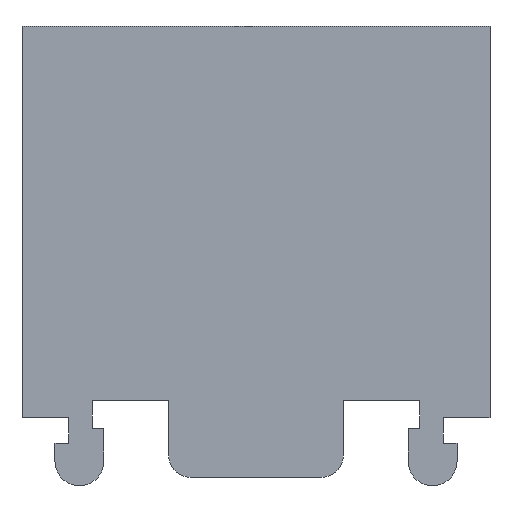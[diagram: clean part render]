
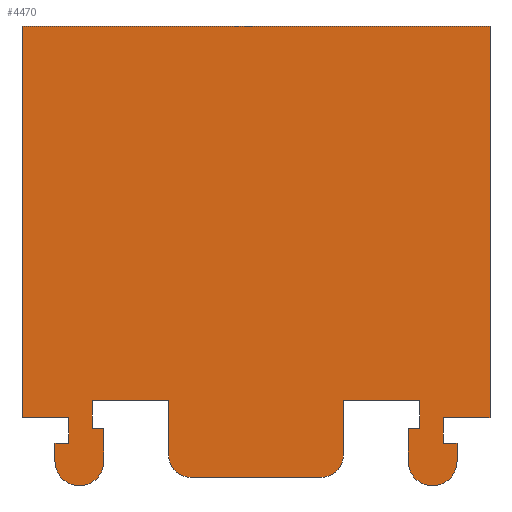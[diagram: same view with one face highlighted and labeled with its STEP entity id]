
A CAD part, left-side view. The second image highlights one B-rep face of the part: STEP entity #4470.
In plain terms, the highlighted face is planar.
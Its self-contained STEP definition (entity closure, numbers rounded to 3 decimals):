
#2280=CARTESIAN_POINT('',(-176.746,152.404,5.));
#2290=DIRECTION('',(0.,-0.,1.));
#2300=DIRECTION('',(0.,1.,0.));
#2310=AXIS2_PLACEMENT_3D('',#2280,#2290,#2300);
#2320=PLANE('',#2310);
#2330=CARTESIAN_POINT('',(-178.946,0.,5.));
#2340=DIRECTION('',(0.,1.,0.));
#2350=VECTOR('',#2340,1.);
#2360=LINE('',#2330,#2350);
#2370=CARTESIAN_POINT('',(-178.946,152.213,5.));
#2380=VERTEX_POINT('',#2370);
#2390=CARTESIAN_POINT('',(-178.946,153.763,5.));
#2400=VERTEX_POINT('',#2390);
#2410=EDGE_CURVE('',#2380,#2400,#2360,.T.);
#2420=ORIENTED_EDGE('',*,*,#2410,.F.);
#2430=CARTESIAN_POINT('',(0.,153.763,5.));
#2440=DIRECTION('',(1.,0.,0.));
#2450=VECTOR('',#2440,1.);
#2460=LINE('',#2430,#2450);
#2470=CARTESIAN_POINT('',(-178.396,153.763,5.));
#2480=VERTEX_POINT('',#2470);
#2490=EDGE_CURVE('',#2400,#2480,#2460,.T.);
#2500=ORIENTED_EDGE('',*,*,#2490,.F.);
#2510=CARTESIAN_POINT('',(-178.396,0.,5.));
#2520=DIRECTION('',(0.,1.,0.));
#2530=VECTOR('',#2520,1.);
#2540=LINE('',#2510,#2530);
#2550=CARTESIAN_POINT('',(-178.396,155.063,5.));
#2560=VERTEX_POINT('',#2550);
#2570=EDGE_CURVE('',#2480,#2560,#2540,.T.);
#2580=ORIENTED_EDGE('',*,*,#2570,.F.);
#2590=CARTESIAN_POINT('',(0.,155.063,5.));
#2600=DIRECTION('',(-1.,0.,0.));
#2610=VECTOR('',#2600,1.);
#2620=LINE('',#2590,#2610);
#2630=CARTESIAN_POINT('',(-181.996,155.063,5.));
#2640=VERTEX_POINT('',#2630);
#2650=EDGE_CURVE('',#2560,#2640,#2620,.T.);
#2660=ORIENTED_EDGE('',*,*,#2650,.F.);
#2670=CARTESIAN_POINT('',(-181.996,0.,5.));
#2680=DIRECTION('',(0.,-1.,0.));
#2690=VECTOR('',#2680,1.);
#2700=LINE('',#2670,#2690);
#2710=CARTESIAN_POINT('',(-181.996,152.463,5.));
#2720=VERTEX_POINT('',#2710);
#2730=EDGE_CURVE('',#2640,#2720,#2700,.T.);
#2740=ORIENTED_EDGE('',*,*,#2730,.F.);
#2750=CARTESIAN_POINT('',(-182.996,152.463,5.));
#2760=DIRECTION('',(0.,0.,-1.));
#2770=DIRECTION('',(0.,1.,0.));
#2780=AXIS2_PLACEMENT_3D('',#2750,#2760,#2770);
#2790=CIRCLE('',#2780,1.);
#2800=CARTESIAN_POINT('',(-182.996,151.463,5.));
#2810=VERTEX_POINT('',#2800);
#2820=EDGE_CURVE('',#2720,#2810,#2790,.T.);
#2830=ORIENTED_EDGE('',*,*,#2820,.F.);
#2840=CARTESIAN_POINT('',(0.,151.463,5.));
#2850=DIRECTION('',(-1.,0.,0.));
#2860=VECTOR('',#2850,1.);
#2870=LINE('',#2840,#2860);
#2880=CARTESIAN_POINT('',(-189.196,151.463,5.));
#2890=VERTEX_POINT('',#2880);
#2900=EDGE_CURVE('',#2810,#2890,#2870,.T.);
#2910=ORIENTED_EDGE('',*,*,#2900,.F.);
#2920=CARTESIAN_POINT('',(-189.196,152.463,5.));
#2930=DIRECTION('',(0.,0.,-1.));
#2940=DIRECTION('',(0.,1.,0.));
#2950=AXIS2_PLACEMENT_3D('',#2920,#2930,#2940);
#2960=CIRCLE('',#2950,1.);
#2970=CARTESIAN_POINT('',(-190.196,152.463,5.));
#2980=VERTEX_POINT('',#2970);
#2990=EDGE_CURVE('',#2890,#2980,#2960,.T.);
#3000=ORIENTED_EDGE('',*,*,#2990,.F.);
#3010=CARTESIAN_POINT('',(-190.196,0.,5.));
#3020=DIRECTION('',(0.,1.,0.));
#3030=VECTOR('',#3020,1.);
#3040=LINE('',#3010,#3030);
#3050=CARTESIAN_POINT('',(-190.196,155.063,5.));
#3060=VERTEX_POINT('',#3050);
#3070=EDGE_CURVE('',#2980,#3060,#3040,.T.);
#3080=ORIENTED_EDGE('',*,*,#3070,.F.);
#3090=CARTESIAN_POINT('',(0.,155.063,5.));
#3100=DIRECTION('',(-1.,0.,0.));
#3110=VECTOR('',#3100,1.);
#3120=LINE('',#3090,#3110);
#3130=CARTESIAN_POINT('',(-193.796,155.063,5.));
#3140=VERTEX_POINT('',#3130);
#3150=EDGE_CURVE('',#3060,#3140,#3120,.T.);
#3160=ORIENTED_EDGE('',*,*,#3150,.F.);
#3170=CARTESIAN_POINT('',(-193.796,0.,5.));
#3180=DIRECTION('',(0.,-1.,0.));
#3190=VECTOR('',#3180,1.);
#3200=LINE('',#3170,#3190);
#3210=CARTESIAN_POINT('',(-193.796,153.763,5.));
#3220=VERTEX_POINT('',#3210);
#3230=EDGE_CURVE('',#3140,#3220,#3200,.T.);
#3240=ORIENTED_EDGE('',*,*,#3230,.F.);
#3250=CARTESIAN_POINT('',(0.,153.763,5.));
#3260=DIRECTION('',(1.,0.,0.));
#3270=VECTOR('',#3260,1.);
#3280=LINE('',#3250,#3270);
#3290=CARTESIAN_POINT('',(-193.246,153.763,5.));
#3300=VERTEX_POINT('',#3290);
#3310=EDGE_CURVE('',#3220,#3300,#3280,.T.);
#3320=ORIENTED_EDGE('',*,*,#3310,.F.);
#3330=CARTESIAN_POINT('',(-193.246,0.,5.));
#3340=DIRECTION('',(0.,-1.,0.));
#3350=VECTOR('',#3340,1.);
#3360=LINE('',#3330,#3350);
#3370=CARTESIAN_POINT('',(-193.246,152.213,5.));
#3380=VERTEX_POINT('',#3370);
#3390=EDGE_CURVE('',#3300,#3380,#3360,.T.);
#3400=ORIENTED_EDGE('',*,*,#3390,.F.);
#3410=CARTESIAN_POINT('',(-194.396,152.213,5.));
#3420=DIRECTION('',(0.,0.,1.));
#3430=DIRECTION('',(0.,-1.,0.));
#3440=AXIS2_PLACEMENT_3D('',#3410,#3420,#3430);
#3450=CIRCLE('',#3440,1.15);
#3460=CARTESIAN_POINT('',(-195.546,152.213,5.));
#3470=VERTEX_POINT('',#3460);
#3480=EDGE_CURVE('',#3470,#3380,#3450,.T.);
#3490=ORIENTED_EDGE('',*,*,#3480,.T.);
#3500=CARTESIAN_POINT('',(-195.546,0.,5.));
#3510=DIRECTION('',(0.,1.,0.));
#3520=VECTOR('',#3510,1.);
#3530=LINE('',#3500,#3520);
#3540=CARTESIAN_POINT('',(-195.546,153.063,5.));
#3550=VERTEX_POINT('',#3540);
#3560=EDGE_CURVE('',#3470,#3550,#3530,.T.);
#3570=ORIENTED_EDGE('',*,*,#3560,.F.);
#3580=CARTESIAN_POINT('',(0.,153.063,5.));
#3590=DIRECTION('',(1.,0.,0.));
#3600=VECTOR('',#3590,1.);
#3610=LINE('',#3580,#3600);
#3620=CARTESIAN_POINT('',(-194.896,153.063,5.));
#3630=VERTEX_POINT('',#3620);
#3640=EDGE_CURVE('',#3550,#3630,#3610,.T.);
#3650=ORIENTED_EDGE('',*,*,#3640,.F.);
#3660=CARTESIAN_POINT('',(-194.896,0.,5.));
#3670=DIRECTION('',(0.,1.,0.));
#3680=VECTOR('',#3670,1.);
#3690=LINE('',#3660,#3680);
#3700=CARTESIAN_POINT('',(-194.896,154.263,5.));
#3710=VERTEX_POINT('',#3700);
#3720=EDGE_CURVE('',#3630,#3710,#3690,.T.);
#3730=ORIENTED_EDGE('',*,*,#3720,.F.);
#3740=CARTESIAN_POINT('',(0.,154.263,5.));
#3750=DIRECTION('',(-1.,0.,0.));
#3760=VECTOR('',#3750,1.);
#3770=LINE('',#3740,#3760);
#3780=CARTESIAN_POINT('',(-197.096,154.263,5.));
#3790=VERTEX_POINT('',#3780);
#3800=EDGE_CURVE('',#3710,#3790,#3770,.T.);
#3810=ORIENTED_EDGE('',*,*,#3800,.F.);
#3820=CARTESIAN_POINT('',(-197.096,0.,5.));
#3830=DIRECTION('',(0.,1.,0.));
#3840=VECTOR('',#3830,1.);
#3850=LINE('',#3820,#3840);
#3860=CARTESIAN_POINT('',(-197.096,172.663,5.));
#3870=VERTEX_POINT('',#3860);
#3880=EDGE_CURVE('',#3790,#3870,#3850,.T.);
#3890=ORIENTED_EDGE('',*,*,#3880,.F.);
#3900=CARTESIAN_POINT('',(0.,172.663,5.));
#3910=DIRECTION('',(1.,0.,0.));
#3920=VECTOR('',#3910,1.);
#3930=LINE('',#3900,#3920);
#3940=CARTESIAN_POINT('',(-175.096,172.663,5.));
#3950=VERTEX_POINT('',#3940);
#3960=EDGE_CURVE('',#3870,#3950,#3930,.T.);
#3970=ORIENTED_EDGE('',*,*,#3960,.F.);
#3980=CARTESIAN_POINT('',(-175.096,0.,5.));
#3990=DIRECTION('',(0.,-1.,0.));
#4000=VECTOR('',#3990,1.);
#4010=LINE('',#3980,#4000);
#4020=CARTESIAN_POINT('',(-175.096,154.263,5.));
#4030=VERTEX_POINT('',#4020);
#4040=EDGE_CURVE('',#3950,#4030,#4010,.T.);
#4050=ORIENTED_EDGE('',*,*,#4040,.F.);
#4060=CARTESIAN_POINT('',(0.,154.263,5.));
#4070=DIRECTION('',(-1.,0.,0.));
#4080=VECTOR('',#4070,1.);
#4090=LINE('',#4060,#4080);
#4100=CARTESIAN_POINT('',(-177.296,154.263,5.));
#4110=VERTEX_POINT('',#4100);
#4120=EDGE_CURVE('',#4030,#4110,#4090,.T.);
#4130=ORIENTED_EDGE('',*,*,#4120,.F.);
#4140=CARTESIAN_POINT('',(-177.296,0.,5.));
#4150=DIRECTION('',(0.,-1.,0.));
#4160=VECTOR('',#4150,1.);
#4170=LINE('',#4140,#4160);
#4180=CARTESIAN_POINT('',(-177.296,153.063,5.));
#4190=VERTEX_POINT('',#4180);
#4200=EDGE_CURVE('',#4110,#4190,#4170,.T.);
#4210=ORIENTED_EDGE('',*,*,#4200,.F.);
#4220=CARTESIAN_POINT('',(0.,153.063,5.));
#4230=DIRECTION('',(1.,0.,0.));
#4240=VECTOR('',#4230,1.);
#4250=LINE('',#4220,#4240);
#4260=CARTESIAN_POINT('',(-176.646,153.063,5.));
#4270=VERTEX_POINT('',#4260);
#4280=EDGE_CURVE('',#4190,#4270,#4250,.T.);
#4290=ORIENTED_EDGE('',*,*,#4280,.F.);
#4300=CARTESIAN_POINT('',(-176.646,0.,5.));
#4310=DIRECTION('',(0.,-1.,0.));
#4320=VECTOR('',#4310,1.);
#4330=LINE('',#4300,#4320);
#4340=CARTESIAN_POINT('',(-176.646,152.213,5.));
#4350=VERTEX_POINT('',#4340);
#4360=EDGE_CURVE('',#4270,#4350,#4330,.T.);
#4370=ORIENTED_EDGE('',*,*,#4360,.F.);
#4380=CARTESIAN_POINT('',(-177.796,152.213,5.));
#4390=DIRECTION('',(0.,0.,-1.));
#4400=DIRECTION('',(0.,1.,0.));
#4410=AXIS2_PLACEMENT_3D('',#4380,#4390,#4400);
#4420=CIRCLE('',#4410,1.15);
#4430=EDGE_CURVE('',#4350,#2380,#4420,.T.);
#4440=ORIENTED_EDGE('',*,*,#4430,.F.);
#4450=EDGE_LOOP('',(#4440,#4370,#4290,#4210,#4130,#4050,#3970,#3890,
#3810,#3730,#3650,#3570,#3490,#3400,#3320,#3240,#3160,#3080,#3000,#2910,
#2830,#2740,#2660,#2580,#2500,#2420));
#4460=FACE_OUTER_BOUND('',#4450,.T.);
#4470=ADVANCED_FACE('',(#4460),#2320,.T.);
